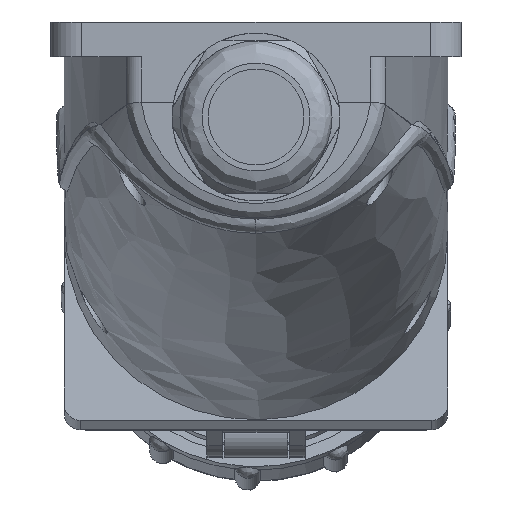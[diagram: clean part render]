
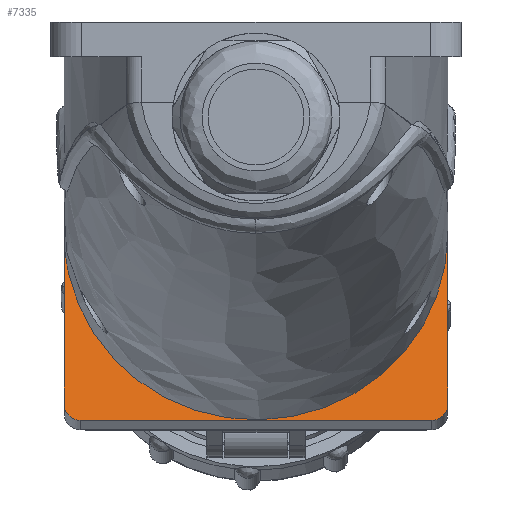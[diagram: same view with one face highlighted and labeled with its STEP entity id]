
A CAD part, front view. The second image highlights one B-rep face of the part: STEP entity #7335.
In plain terms, the highlighted planar face has unit normal (0, -0.966, 0.259).
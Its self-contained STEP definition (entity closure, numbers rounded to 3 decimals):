
#16 = CARTESIAN_POINT ( 'NONE',  ( 59.537, 69.298, -13.113 ) ) ;
#150 = CARTESIAN_POINT ( 'NONE',  ( 30.331, 58.506, -53.392 ) ) ;
#276 = CARTESIAN_POINT ( 'NONE',  ( -30.331, 58.506, -53.391 ) ) ;
#388 = CARTESIAN_POINT ( 'NONE',  ( -55.533, 65.875, -25.89 ) ) ;
#607 = VERTEX_POINT ( 'NONE', #5352 ) ;
#1788 = EDGE_CURVE ( 'NONE', #24824, #607, #7732, .T. ) ;
#1850 = FACE_OUTER_BOUND ( 'NONE', #11349, .T. ) ;
#2204 = ORIENTED_EDGE ( 'NONE', *, *, #18966, .F. ) ;
#2280 = CARTESIAN_POINT ( 'NONE',  ( 60.5, 72.093, -2.682 ) ) ;
#2320 = DIRECTION ( 'NONE',  ( 0., -0.259, -0.966 ) ) ;
#2697 = CARTESIAN_POINT ( 'NONE',  ( 55.5, 56.394, -61.272 ) ) ;
#2701 = CARTESIAN_POINT ( 'NONE',  ( 58.479, 68.047, -17.784 ) ) ;
#2814 = CARTESIAN_POINT ( 'NONE',  ( 21.33, 57.431, -57.401 ) ) ;
#2917 = CARTESIAN_POINT ( 'NONE',  ( -36.879, 59.67, -49.048 ) ) ;
#3040 = CARTESIAN_POINT ( 'NONE',  ( -57.667, 67.309, -20.536 ) ) ;
#3874 = EDGE_CURVE ( 'NONE', #607, #4244, #16899, .T. ) ;
#4244 = VERTEX_POINT ( 'NONE', #8689 ) ;
#4371 = DIRECTION ( 'NONE',  ( 0., 0.966, -0.259 ) ) ;
#5352 = CARTESIAN_POINT ( 'NONE',  ( -60.5, 72.093, -2.682 ) ) ;
#5353 = CARTESIAN_POINT ( 'NONE',  ( 56.671, 66.587, -23.231 ) ) ;
#5469 = CARTESIAN_POINT ( 'NONE',  ( 15.679, 56.961, -59.157 ) ) ;
#5506 = DIRECTION ( 'NONE',  ( 0., 0.966, -0.259 ) ) ;
#5604 = CARTESIAN_POINT ( 'NONE',  ( -41.405, 60.665, -45.334 ) ) ;
#5711 = CARTESIAN_POINT ( 'NONE',  ( -58.934, 68.545, -15.926 ) ) ;
#7335 = ADVANCED_FACE ( 'NONE', ( #1850 ), #18638, .F. ) ;
#7732 = B_SPLINE_CURVE_WITH_KNOTS ( 'NONE', 3,
 ( #26327, #7890, #13189, #31673, #15838, #16, #18489, #2701, #21138, #5353, #23805, #8020, #26447, #10649, #29131, #13311, #31783, #15958, #150, #18606, #2814, #21281, #5469, #23908, #8148, #26572, #10760, #29236, #13442, #31894, #16070, #276, #18726, #2917, #21389, #5604, #24025, #8257, #26701, #10885, #29348, #13556, #32032, #16180, #388, #18861, #3040, #21500, #5711, #24160, #8371, #26814, #11011 ),
 .UNSPECIFIED., .F., .F.,
 ( 4, 1, 2, 2, 2, 2, 2, 2, 2, 2, 2, 2, 2, 2, 2, 2, 2, 2, 2, 2, 2, 1, 2, 2, 1, 2, 2, 4 ),
 ( 0., 0.031, 0.047, 0.062, 0.094, 0.125, 0.156, 0.187, 0.25, 0.313, 0.375, 0.406, 0.438, 0.5, 0.563, 0.625, 0.688, 0.719, 0.75, 0.781, 0.812, 0.844, 0.859, 0.875, 0.906, 0.922, 0.937, 1. ),
 .UNSPECIFIED. ) ;
#7890 = CARTESIAN_POINT ( 'NONE',  ( 60.5, 71.581, -4.595 ) ) ;
#8020 = CARTESIAN_POINT ( 'NONE',  ( 54.309, 65.174, -28.505 ) ) ;
#8148 = CARTESIAN_POINT ( 'NONE',  ( 7.91, 56.535, -60.746 ) ) ;
#8257 = CARTESIAN_POINT ( 'NONE',  ( -45.542, 61.772, -41.2 ) ) ;
#8371 = CARTESIAN_POINT ( 'NONE',  ( -60.115, 70.052, -10.3 ) ) ;
#8689 = CARTESIAN_POINT ( 'NONE',  ( -60.5, 57.688, -56.442 ) ) ;
#8826 = EDGE_CURVE ( 'NONE', #11105, #4244, #14596, .T. ) ;
#9563 = CARTESIAN_POINT ( 'NONE',  ( -55.5, 56.394, -61.272 ) ) ;
#10649 = CARTESIAN_POINT ( 'NONE',  ( 51.433, 63.832, -33.513 ) ) ;
#10760 = CARTESIAN_POINT ( 'NONE',  ( -3.974, 56.435, -61.12 ) ) ;
#10861 = CIRCLE ( 'NONE', #21844, 5. ) ;
#10885 = CARTESIAN_POINT ( 'NONE',  ( -49.229, 62.977, -36.706 ) ) ;
#11011 = CARTESIAN_POINT ( 'NONE',  ( -60.5, 72.093, -2.682 ) ) ;
#11105 = VERTEX_POINT ( 'NONE', #9563 ) ;
#11349 = EDGE_LOOP ( 'NONE', ( #33391, #19219, #28970, #19459, #2204, #17734 ) ) ;
#11758 = LINE ( 'NONE', #27569, #24947 ) ;
#13104 = DIRECTION ( 'NONE',  ( 0., 0.966, -0.259 ) ) ;
#13189 = CARTESIAN_POINT ( 'NONE',  ( 60.355, 70.815, -7.452 ) ) ;
#13311 = CARTESIAN_POINT ( 'NONE',  ( 45.619, 61.757, -41.258 ) ) ;
#13442 = CARTESIAN_POINT ( 'NONE',  ( -15.707, 56.937, -59.247 ) ) ;
#13556 = CARTESIAN_POINT ( 'NONE',  ( -52.957, 64.491, -31.054 ) ) ;
#14596 = CIRCLE ( 'NONE', #19400, 5. ) ;
#15251 = VECTOR ( 'NONE', #19972, 1000. ) ;
#15492 = VECTOR ( 'NONE', #2320, 1000. ) ;
#15838 = CARTESIAN_POINT ( 'NONE',  ( 59.705, 69.55, -12.174 ) ) ;
#15958 = CARTESIAN_POINT ( 'NONE',  ( 36.941, 59.65, -49.121 ) ) ;
#16070 = CARTESIAN_POINT ( 'NONE',  ( -26.84, 58.022, -55.195 ) ) ;
#16180 = CARTESIAN_POINT ( 'NONE',  ( -55.132, 65.64, -26.766 ) ) ;
#16542 = AXIS2_PLACEMENT_3D ( 'NONE', #21314, #5506, #23937 ) ;
#16899 = LINE ( 'NONE', #17309, #15251 ) ;
#17110 = VERTEX_POINT ( 'NONE', #2697 ) ;
#17309 = CARTESIAN_POINT ( 'NONE',  ( -60.5, 56.006, -62.721 ) ) ;
#17734 = ORIENTED_EDGE ( 'NONE', *, *, #20967, .F. ) ;
#18489 = CARTESIAN_POINT ( 'NONE',  ( 58.958, 68.543, -15.932 ) ) ;
#18569 = EDGE_CURVE ( 'NONE', #24824, #27326, #21707, .T. ) ;
#18606 = CARTESIAN_POINT ( 'NONE',  ( 26.839, 58.022, -55.196 ) ) ;
#18638 = PLANE ( 'NONE',  #16542 ) ;
#18726 = CARTESIAN_POINT ( 'NONE',  ( -35.288, 59.364, -50.188 ) ) ;
#18861 = CARTESIAN_POINT ( 'NONE',  ( -56.67, 66.587, -23.233 ) ) ;
#18966 = EDGE_CURVE ( 'NONE', #17110, #11105, #11758, .T. ) ;
#19219 = ORIENTED_EDGE ( 'NONE', *, *, #1788, .T. ) ;
#19400 = AXIS2_PLACEMENT_3D ( 'NONE', #28902, #13104, #31581 ) ;
#19459 = ORIENTED_EDGE ( 'NONE', *, *, #8826, .F. ) ;
#19972 = DIRECTION ( 'NONE',  ( 0., -0.259, -0.966 ) ) ;
#20137 = CARTESIAN_POINT ( 'NONE',  ( 55.5, 57.688, -56.442 ) ) ;
#20967 = EDGE_CURVE ( 'NONE', #27326, #17110, #10861, .T. ) ;
#21138 = CARTESIAN_POINT ( 'NONE',  ( 57.335, 67.069, -21.435 ) ) ;
#21281 = CARTESIAN_POINT ( 'NONE',  ( 19.465, 57.258, -58.047 ) ) ;
#21314 = CARTESIAN_POINT ( 'NONE',  ( 60.5, 56.006, -62.721 ) ) ;
#21389 = CARTESIAN_POINT ( 'NONE',  ( -39.937, 60.32, -46.621 ) ) ;
#21500 = CARTESIAN_POINT ( 'NONE',  ( -58.455, 68.048, -17.778 ) ) ;
#21707 = LINE ( 'NONE', #33907, #15492 ) ;
#21844 = AXIS2_PLACEMENT_3D ( 'NONE', #20137, #4371, #22801 ) ;
#22801 = DIRECTION ( 'NONE',  ( 0., -0.259, -0.966 ) ) ;
#23805 = CARTESIAN_POINT ( 'NONE',  ( 55.154, 65.637, -26.777 ) ) ;
#23908 = CARTESIAN_POINT ( 'NONE',  ( 13.756, 56.836, -59.622 ) ) ;
#23937 = DIRECTION ( 'NONE',  ( 0., 0.259, 0.966 ) ) ;
#24025 = CARTESIAN_POINT ( 'NONE',  ( -44.213, 61.393, -42.618 ) ) ;
#24160 = CARTESIAN_POINT ( 'NONE',  ( -59.151, 68.795, -14.991 ) ) ;
#24824 = VERTEX_POINT ( 'NONE', #2280 ) ;
#24947 = VECTOR ( 'NONE', #30211, 1000. ) ;
#26327 = CARTESIAN_POINT ( 'NONE',  ( 60.5, 72.093, -2.682 ) ) ;
#26447 = CARTESIAN_POINT ( 'NONE',  ( 52.449, 64.271, -31.874 ) ) ;
#26572 = CARTESIAN_POINT ( 'NONE',  ( 3.974, 56.435, -61.12 ) ) ;
#26688 = CARTESIAN_POINT ( 'NONE',  ( 60.5, 57.688, -56.442 ) ) ;
#26701 = CARTESIAN_POINT ( 'NONE',  ( -48.049, 62.564, -38.244 ) ) ;
#26814 = CARTESIAN_POINT ( 'NONE',  ( -60.5, 71.068, -6.509 ) ) ;
#27326 = VERTEX_POINT ( 'NONE', #26688 ) ;
#27569 = CARTESIAN_POINT ( 'NONE',  ( 55.5, 56.394, -61.272 ) ) ;
#28902 = CARTESIAN_POINT ( 'NONE',  ( -55.5, 57.688, -56.442 ) ) ;
#28970 = ORIENTED_EDGE ( 'NONE', *, *, #3874, .T. ) ;
#29131 = CARTESIAN_POINT ( 'NONE',  ( 48.125, 62.549, -38.304 ) ) ;
#29236 = CARTESIAN_POINT ( 'NONE',  ( -7.908, 56.535, -60.746 ) ) ;
#29348 = CARTESIAN_POINT ( 'NONE',  ( -51.432, 63.832, -33.514 ) ) ;
#30211 = DIRECTION ( 'NONE',  ( -1., 0., 0. ) ) ;
#31581 = DIRECTION ( 'NONE',  ( 0., -0.259, -0.966 ) ) ;
#31673 = CARTESIAN_POINT ( 'NONE',  ( 59.994, 70.055, -10.288 ) ) ;
#31783 = CARTESIAN_POINT ( 'NONE',  ( 39.999, 60.3, -46.694 ) ) ;
#31894 = CARTESIAN_POINT ( 'NONE',  ( -19.493, 57.234, -58.137 ) ) ;
#32032 = CARTESIAN_POINT ( 'NONE',  ( -54.288, 65.177, -28.495 ) ) ;
#33391 = ORIENTED_EDGE ( 'NONE', *, *, #18569, .F. ) ;
#33907 = CARTESIAN_POINT ( 'NONE',  ( 60.5, 56.006, -62.721 ) ) ;
